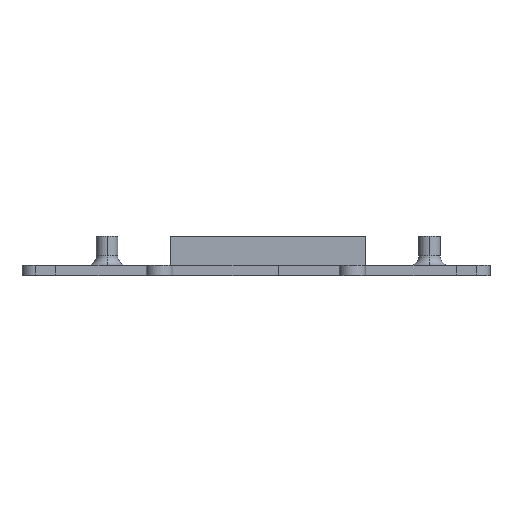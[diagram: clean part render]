
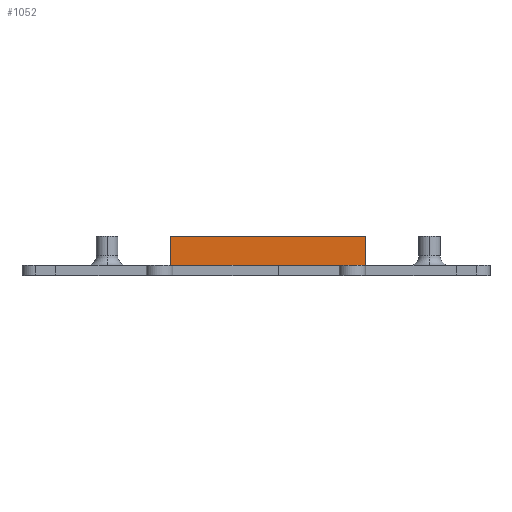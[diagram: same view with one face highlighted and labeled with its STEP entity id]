
A CAD part, top view. The second image highlights one B-rep face of the part: STEP entity #1052.
In plain terms, the highlighted planar face has unit normal (0, 0, 1).
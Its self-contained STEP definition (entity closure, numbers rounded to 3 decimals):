
#94 = VERTEX_POINT ( 'NONE', #1478 ) ;
#209 = DIRECTION ( 'NONE',  ( 0., 0., 1. ) ) ;
#233 = VERTEX_POINT ( 'NONE', #341 ) ;
#341 = CARTESIAN_POINT ( 'NONE',  ( 64., 2., 66. ) ) ;
#450 = VECTOR ( 'NONE', #3531, 1000. ) ;
#728 = EDGE_LOOP ( 'NONE', ( #3487, #1004, #897, #2622 ) ) ;
#757 = LINE ( 'NONE', #3706, #2074 ) ;
#897 = ORIENTED_EDGE ( 'NONE', *, *, #1608, .T. ) ;
#921 = EDGE_CURVE ( 'NONE', #94, #233, #2711, .T. ) ;
#1004 = ORIENTED_EDGE ( 'NONE', *, *, #921, .F. ) ;
#1052 = ADVANCED_FACE ( 'NONE', ( #2602 ), #3072, .T. ) ;
#1103 = CARTESIAN_POINT ( 'NONE',  ( 24., 2., 66. ) ) ;
#1169 = EDGE_CURVE ( 'NONE', #2141, #2135, #2410, .T. ) ;
#1370 = DIRECTION ( 'NONE',  ( -1., 0., 0. ) ) ;
#1478 = CARTESIAN_POINT ( 'NONE',  ( 64., 8., 66. ) ) ;
#1608 = EDGE_CURVE ( 'NONE', #94, #2141, #757, .T. ) ;
#1709 = CARTESIAN_POINT ( 'NONE',  ( 24., 8., 66. ) ) ;
#1834 = DIRECTION ( 'NONE',  ( 0., -1., 0. ) ) ;
#1954 = LINE ( 'NONE', #2384, #3108 ) ;
#2074 = VECTOR ( 'NONE', #2203, 1000. ) ;
#2135 = VERTEX_POINT ( 'NONE', #1103 ) ;
#2141 = VERTEX_POINT ( 'NONE', #1709 ) ;
#2181 = DIRECTION ( 'NONE',  ( 1., 0., 0. ) ) ;
#2203 = DIRECTION ( 'NONE',  ( -1., 0., 0. ) ) ;
#2384 = CARTESIAN_POINT ( 'NONE',  ( 64., 2., 66. ) ) ;
#2402 = CARTESIAN_POINT ( 'NONE',  ( 64., 8., 66. ) ) ;
#2410 = LINE ( 'NONE', #2700, #450 ) ;
#2602 = FACE_OUTER_BOUND ( 'NONE', #728, .T. ) ;
#2622 = ORIENTED_EDGE ( 'NONE', *, *, #1169, .T. ) ;
#2634 = AXIS2_PLACEMENT_3D ( 'NONE', #3112, #209, #2181 ) ;
#2700 = CARTESIAN_POINT ( 'NONE',  ( 24., 8., 66. ) ) ;
#2711 = LINE ( 'NONE', #2402, #2774 ) ;
#2774 = VECTOR ( 'NONE', #1834, 1000. ) ;
#3072 = PLANE ( 'NONE',  #2634 ) ;
#3108 = VECTOR ( 'NONE', #1370, 1000. ) ;
#3112 = CARTESIAN_POINT ( 'NONE',  ( 64., 8., 66. ) ) ;
#3296 = EDGE_CURVE ( 'NONE', #233, #2135, #1954, .T. ) ;
#3487 = ORIENTED_EDGE ( 'NONE', *, *, #3296, .F. ) ;
#3531 = DIRECTION ( 'NONE',  ( 0., -1., 0. ) ) ;
#3706 = CARTESIAN_POINT ( 'NONE',  ( 64., 8., 66. ) ) ;
